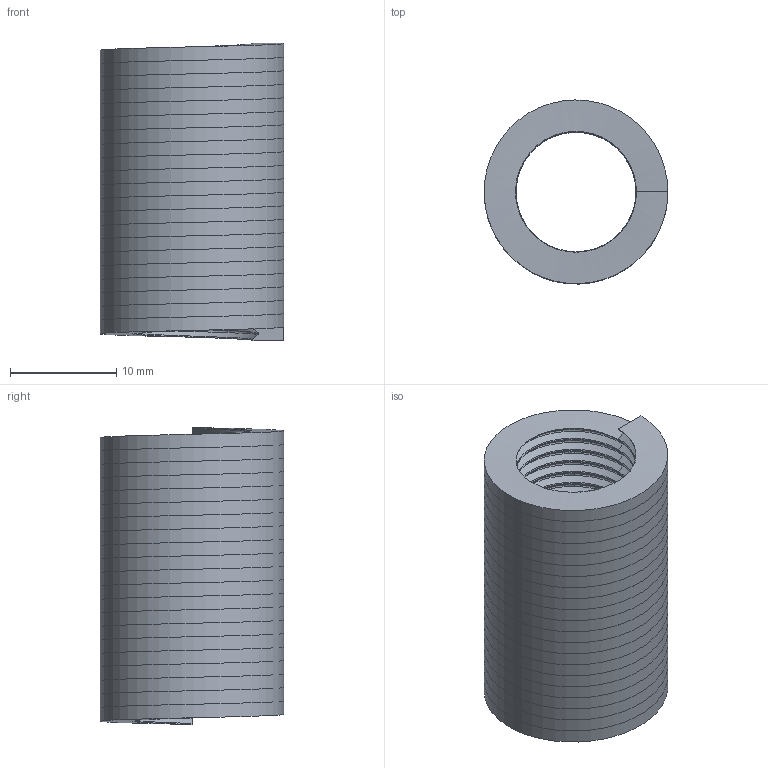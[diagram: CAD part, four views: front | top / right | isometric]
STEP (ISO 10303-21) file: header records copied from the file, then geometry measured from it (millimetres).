
FILE_DESCRIPTION(('FreeCAD Model'),'2;1');
FILE_NAME('Open CASCADE Shape Model','2021-06-15T00:19:11',( 'Anool Mahidharia'),('WyoLum'),'Open CASCADE STEP processor 7.4', 'FreeCAD','Unknown');
FILE_SCHEMA(('AUTOMOTIVE_DESIGN { 1 0 10303 214 1 1 1 1 }'));
Length unit declared in the file: millimetre
Products named in the file (1): AdditivePipe
Bounding box: 17.28 x 17.27 x 27.94 mm (x, y, z)
Volume: 3289.8 mm3; surface area: 8527.6 mm2
Topology: 1 solids, 1 shells, 170 faces, 344 edges, 176 vertices
Faces by surface type: bspline 168, plane 2
Entity records: 26603 total; most frequent: CARTESIAN_POINT 24483, ORIENTED_EDGE 688, EDGE_CURVE 344, B_SPLINE_CURVE_WITH_KNOTS 230, VERTEX_POINT 176, ADVANCED_FACE 170, FACE_BOUND 170, EDGE_LOOP 170
